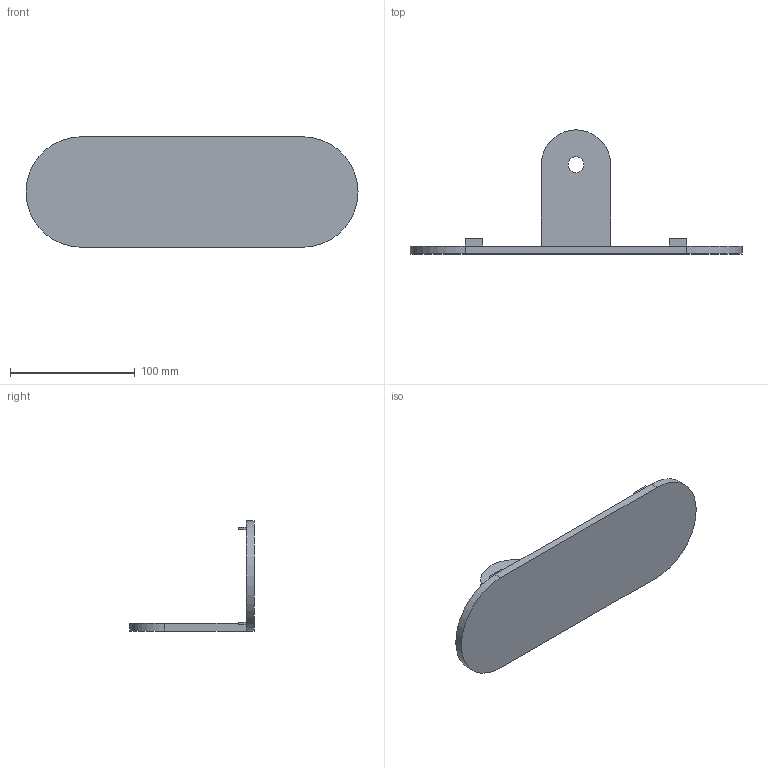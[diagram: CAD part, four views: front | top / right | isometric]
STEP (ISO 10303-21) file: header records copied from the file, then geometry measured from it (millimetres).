
FILE_DESCRIPTION (( 'STEP AP203' ), '1' );
FILE_NAME ('Foot with straps_Default_sldprt.STEP', '2024-11-07T12:19:35', ( '' ), ( '' ), 'SwSTEP 2.0', 'SolidWorks 2024', '' );
FILE_SCHEMA (( 'CONFIG_CONTROL_DESIGN' ));
Length unit declared in the file: inch
Products named in the file (1): Foot with straps_Default_sldprt
Bounding box: 266.4 x 99.67 x 88.6 mm (x, y, z)
Volume: 170033.4 mm3; surface area: 59454.6 mm2
Topology: 1 solids, 1 shells, 32 faces, 78 edges, 52 vertices
Faces by surface type: plane 27, cylinder 5
Entity records: 1015 total; most frequent: CARTESIAN_POINT 163, ORIENTED_EDGE 156, DIRECTION 154, EDGE_CURVE 78, LINE 68, VECTOR 68, VERTEX_POINT 52, AXIS2_PLACEMENT_3D 43
